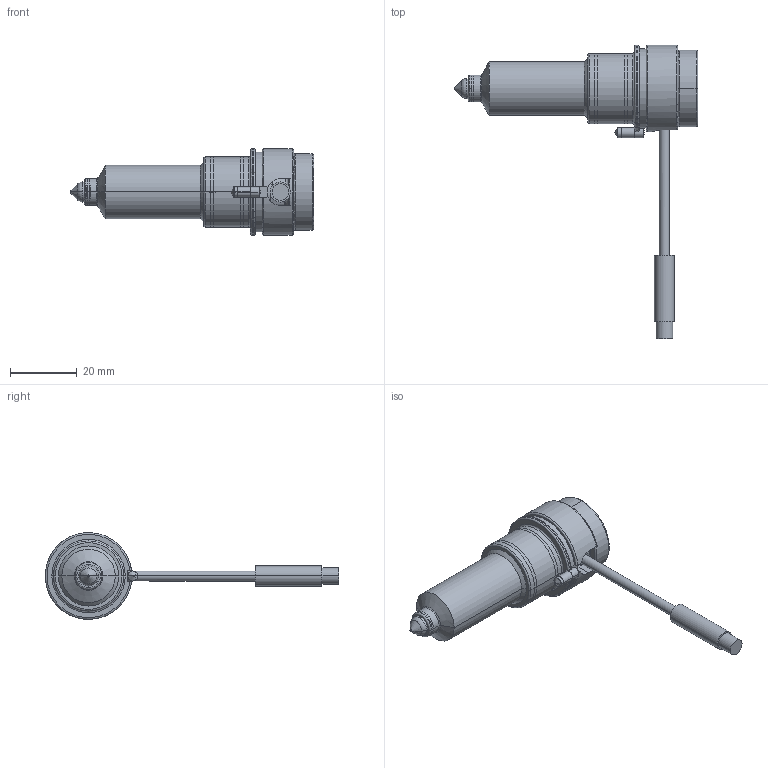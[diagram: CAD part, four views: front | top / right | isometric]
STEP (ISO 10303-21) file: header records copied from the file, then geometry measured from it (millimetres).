
FILE_DESCRIPTION (( 'STEP AP214' ), '1' );
FILE_NAME ('16x054 - dysza - 16054-00.STEP', '2017-05-25T10:18:12', ( '' ), ( '' ), 'SwSTEP 2.0', 'SolidWorks 2016', '' );
FILE_SCHEMA (( 'AUTOMOTIVE_DESIGN' ));
Length unit declared in the file: millimetre
Products named in the file (3): 16x054 - korpus - 22056-02; 16x054 - komora_STANDARD; 16x054 - dysza - 16054-00
Assembly tree (2 placements, depth 2):
  16x054 - dysza - 16054-00
    16x054 - korpus - 22056-02
    16x054 - komora_STANDARD
Bounding box: 73 x 87.95 x 25.96 mm (x, y, z)
Volume: 25777.6 mm3; surface area: 14394.4 mm2
Topology: 5 solids, 9 shells, 306 faces, 707 edges, 411 vertices
Faces by surface type: cylinder 105, torus 67, cone 61, plane 45, bspline 14, sphere 14
Entity records: 14584 total; most frequent: CARTESIAN_POINT 7565, DIRECTION 1535, ORIENTED_EDGE 1402, EDGE_CURVE 701, AXIS2_PLACEMENT_3D 660, VERTEX_POINT 411, CIRCLE 363, EDGE_LOOP 324
